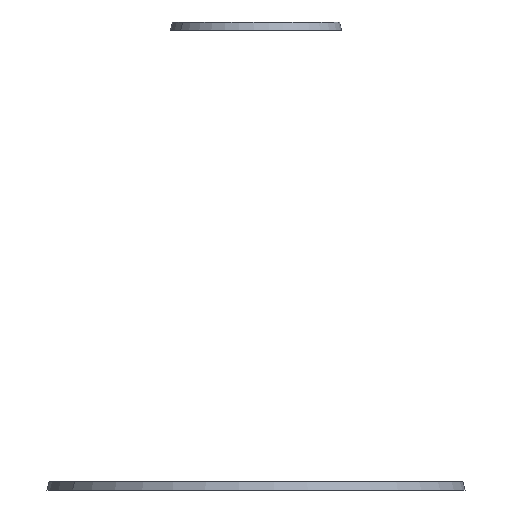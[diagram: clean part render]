
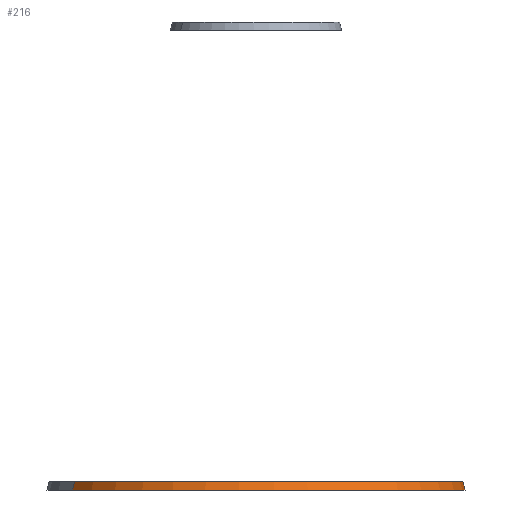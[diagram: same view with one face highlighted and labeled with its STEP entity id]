
A CAD part, front view. The second image highlights one B-rep face of the part: STEP entity #216.
In plain terms, the highlighted conical face has half-angle 14.995 degrees and reference radius 123.755 mm.
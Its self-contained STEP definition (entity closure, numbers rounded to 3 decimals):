
#114=CARTESIAN_POINT('Axis2P3D Location',(0.,0.,4.843)) ;
#182=CARTESIAN_POINT('Line Origine',(124.401,0.,2.428)) ;
#186=CARTESIAN_POINT('Vertex',(123.755,0.,4.843)) ;
#188=CARTESIAN_POINT('Vertex',(125.048,0.,0.013)) ;
#191=CARTESIAN_POINT('Axis2P3D Location',(0.,0.,0.013)) ;
#195=CARTESIAN_POINT('Vertex',(-109.74,-59.951,0.013)) ;
#198=CARTESIAN_POINT('Line Origine',(-109.173,-59.641,2.428)) ;
#202=CARTESIAN_POINT('Vertex',(-108.605,-59.331,4.843)) ;
#205=CARTESIAN_POINT('Axis2P3D Location',(0.,0.,4.843)) ;
#115=DIRECTION('Axis2P3D Direction',(-0.,-0.,-1.)) ;
#116=DIRECTION('Axis2P3D XDirection',(0.878,0.479,0.)) ;
#183=DIRECTION('Vector Direction',(0.259,0.,-0.966)) ;
#192=DIRECTION('Axis2P3D Direction',(0.,0.,-1.)) ;
#199=DIRECTION('Vector Direction',(-0.227,-0.124,-0.966)) ;
#206=DIRECTION('Axis2P3D Direction',(0.,0.,-1.)) ;
#117=AXIS2_PLACEMENT_3D('Cone Axis2P3D',#114,#115,#116) ;
#193=AXIS2_PLACEMENT_3D('Circle Axis2P3D',#191,#192,$) ;
#207=AXIS2_PLACEMENT_3D('Circle Axis2P3D',#205,#206,$) ;
#211=ORIENTED_EDGE('',*,*,#190,.T.) ;
#212=ORIENTED_EDGE('',*,*,#197,.F.) ;
#213=ORIENTED_EDGE('',*,*,#204,.T.) ;
#214=ORIENTED_EDGE('',*,*,#209,.T.) ;
#184=VECTOR('Line Direction',#183,1.) ;
#200=VECTOR('Line Direction',#199,1.) ;
#216=ADVANCED_FACE('Split.3',(#215),#118,.F.) ;
#194=CIRCLE('generated circle',#193,125.048) ;
#208=CIRCLE('generated circle',#207,123.755) ;
#118=CONICAL_SURFACE('Cone',#117,123.755,0.262) ;
#190=EDGE_CURVE('',#187,#189,#185,.T.) ;
#197=EDGE_CURVE('',#196,#189,#194,.F.) ;
#204=EDGE_CURVE('',#196,#203,#201,.F.) ;
#209=EDGE_CURVE('',#203,#187,#208,.F.) ;
#210=EDGE_LOOP('',(#211,#212,#213,#214)) ;
#215=FACE_OUTER_BOUND('',#210,.T.) ;
#185=LINE('Line',#182,#184) ;
#201=LINE('Line',#198,#200) ;
#187=VERTEX_POINT('',#186) ;
#189=VERTEX_POINT('',#188) ;
#196=VERTEX_POINT('',#195) ;
#203=VERTEX_POINT('',#202) ;
